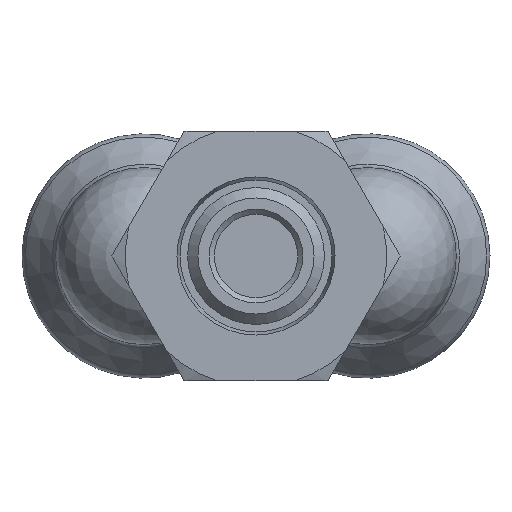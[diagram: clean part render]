
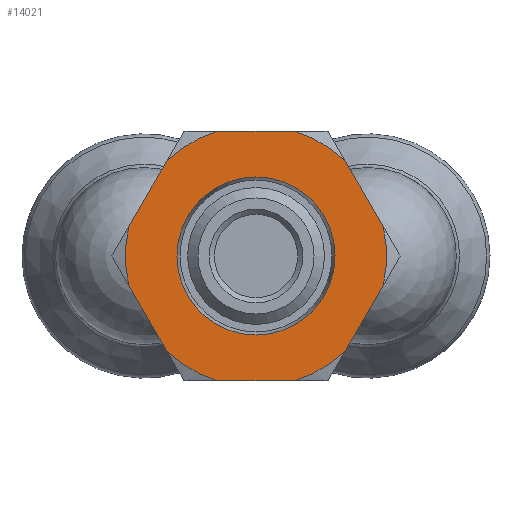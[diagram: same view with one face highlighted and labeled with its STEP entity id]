
A CAD part, front view. The second image highlights one B-rep face of the part: STEP entity #14021.
In plain terms, the highlighted face is planar.
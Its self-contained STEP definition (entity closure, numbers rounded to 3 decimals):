
#13584=CARTESIAN_POINT('',(-24.45,0.0,-7.6));
#13585=VERTEX_POINT('',#13584);
#13586=CARTESIAN_POINT('',(-24.45,0.0,0.0));
#13587=DIRECTION('',(1.0,0.0,0.0));
#13588=DIRECTION('',(0.0,0.0,-1.0));
#13589=AXIS2_PLACEMENT_3D('',#13586,#13587,#13588);
#13590=CIRCLE('',#13589,7.6);
#13591=EDGE_CURVE('',#13585,#13585,#13590,.T.);
#13692=CARTESIAN_POINT('',(-24.45,-12.241,2.799));
#13693=VERTEX_POINT('',#13692);
#13709=CARTESIAN_POINT('',(-24.45,-12.241,-2.799));
#13710=VERTEX_POINT('',#13709);
#13711=CARTESIAN_POINT('',(-24.45,0.,0.0));
#13712=DIRECTION('',(-1.0,0.0,0.0));
#13713=DIRECTION('',(0.0,1.0,0.0));
#13714=AXIS2_PLACEMENT_3D('',#13711,#13712,#13713);
#13715=CIRCLE('',#13714,12.556);
#13716=EDGE_CURVE('',#13710,#13693,#13715,.T.);
#13741=CARTESIAN_POINT('',(-24.45,-8.544,9.201));
#13742=VERTEX_POINT('',#13741);
#13756=CARTESIAN_POINT('',(-24.45,-3.696,12.0));
#13757=VERTEX_POINT('',#13756);
#13771=CARTESIAN_POINT('',(-24.45,0.,0.0));
#13772=DIRECTION('',(-1.0,0.0,0.0));
#13773=DIRECTION('',(0.0,1.0,0.0));
#13774=AXIS2_PLACEMENT_3D('',#13771,#13772,#13773);
#13775=CIRCLE('',#13774,12.556);
#13776=EDGE_CURVE('',#13742,#13757,#13775,.T.);
#13788=CARTESIAN_POINT('',(-24.45,3.696,12.));
#13789=VERTEX_POINT('',#13788);
#13803=CARTESIAN_POINT('',(-24.45,8.544,9.201));
#13804=VERTEX_POINT('',#13803);
#13818=CARTESIAN_POINT('',(-24.45,0.,0.0));
#13819=DIRECTION('',(-1.0,0.0,0.0));
#13820=DIRECTION('',(0.0,1.0,0.0));
#13821=AXIS2_PLACEMENT_3D('',#13818,#13819,#13820);
#13822=CIRCLE('',#13821,12.556);
#13823=EDGE_CURVE('',#13789,#13804,#13822,.T.);
#13833=CARTESIAN_POINT('',(-24.45,-8.544,-9.201));
#13834=VERTEX_POINT('',#13833);
#13850=CARTESIAN_POINT('',(-24.45,-3.696,-12.0));
#13851=VERTEX_POINT('',#13850);
#13852=CARTESIAN_POINT('',(-24.45,0.,0.0));
#13853=DIRECTION('',(-1.0,0.0,0.0));
#13854=DIRECTION('',(0.0,1.0,0.0));
#13855=AXIS2_PLACEMENT_3D('',#13852,#13853,#13854);
#13856=CIRCLE('',#13855,12.556);
#13857=EDGE_CURVE('',#13851,#13834,#13856,.T.);
#13880=CARTESIAN_POINT('',(-24.45,3.696,-12.));
#13881=VERTEX_POINT('',#13880);
#13897=CARTESIAN_POINT('',(-24.45,8.544,-9.201));
#13898=VERTEX_POINT('',#13897);
#13899=CARTESIAN_POINT('',(-24.45,0.,0.0));
#13900=DIRECTION('',(-1.0,0.0,0.0));
#13901=DIRECTION('',(0.0,1.0,0.0));
#13902=AXIS2_PLACEMENT_3D('',#13899,#13900,#13901);
#13903=CIRCLE('',#13902,12.556);
#13904=EDGE_CURVE('',#13898,#13881,#13903,.T.);
#13929=CARTESIAN_POINT('',(-24.45,12.241,2.799));
#13930=VERTEX_POINT('',#13929);
#13944=CARTESIAN_POINT('',(-24.45,12.241,-2.799));
#13945=VERTEX_POINT('',#13944);
#13959=CARTESIAN_POINT('',(-24.45,0.,0.0));
#13960=DIRECTION('',(-1.0,0.0,0.0));
#13961=DIRECTION('',(0.0,1.0,0.0));
#13962=AXIS2_PLACEMENT_3D('',#13959,#13960,#13961);
#13963=CIRCLE('',#13962,12.556);
#13964=EDGE_CURVE('',#13930,#13945,#13963,.T.);
#13969=CARTESIAN_POINT('',(-24.45,8.8,0.0));
#13970=DIRECTION('',(-1.0,0.0,0.0));
#13971=DIRECTION('',(0.0,0.0,1.0));
#13972=AXIS2_PLACEMENT_3D('',#13969,#13970,#13971);
#13973=PLANE('',#13972);
#13974=ORIENTED_EDGE('',*,*,#13964,.T.);
#13975=CARTESIAN_POINT('',(-24.45,8.544,-9.201));
#13976=DIRECTION('',(0.0,0.5,0.866));
#13977=VECTOR('',#13976,7.393);
#13978=LINE('',#13975,#13977);
#13979=EDGE_CURVE('',#13898,#13945,#13978,.T.);
#13980=ORIENTED_EDGE('',*,*,#13979,.F.);
#13981=ORIENTED_EDGE('',*,*,#13904,.T.);
#13982=CARTESIAN_POINT('',(-24.45,-3.696,-12.));
#13983=DIRECTION('',(0.0,1.0,0.0));
#13984=VECTOR('',#13983,7.393);
#13985=LINE('',#13982,#13984);
#13986=EDGE_CURVE('',#13851,#13881,#13985,.T.);
#13987=ORIENTED_EDGE('',*,*,#13986,.F.);
#13988=ORIENTED_EDGE('',*,*,#13857,.T.);
#13989=CARTESIAN_POINT('',(-24.45,-12.241,-2.799));
#13990=DIRECTION('',(0.0,0.5,-0.866));
#13991=VECTOR('',#13990,7.393);
#13992=LINE('',#13989,#13991);
#13993=EDGE_CURVE('',#13710,#13834,#13992,.T.);
#13994=ORIENTED_EDGE('',*,*,#13993,.F.);
#13995=ORIENTED_EDGE('',*,*,#13716,.T.);
#13996=CARTESIAN_POINT('',(-24.45,-8.544,9.201));
#13997=DIRECTION('',(0.0,-0.5,-0.866));
#13998=VECTOR('',#13997,7.393);
#13999=LINE('',#13996,#13998);
#14000=EDGE_CURVE('',#13742,#13693,#13999,.T.);
#14001=ORIENTED_EDGE('',*,*,#14000,.F.);
#14002=ORIENTED_EDGE('',*,*,#13776,.T.);
#14003=CARTESIAN_POINT('',(-24.45,3.696,12.));
#14004=DIRECTION('',(0.0,-1.0,0.0));
#14005=VECTOR('',#14004,7.393);
#14006=LINE('',#14003,#14005);
#14007=EDGE_CURVE('',#13789,#13757,#14006,.T.);
#14008=ORIENTED_EDGE('',*,*,#14007,.F.);
#14009=ORIENTED_EDGE('',*,*,#13823,.T.);
#14010=CARTESIAN_POINT('',(-24.45,12.241,2.799));
#14011=DIRECTION('',(0.0,-0.5,0.866));
#14012=VECTOR('',#14011,7.393);
#14013=LINE('',#14010,#14012);
#14014=EDGE_CURVE('',#13930,#13804,#14013,.T.);
#14015=ORIENTED_EDGE('',*,*,#14014,.F.);
#14016=EDGE_LOOP('',(#13974,#13980,#13981,#13987,#13988,#13994,#13995,#14001,#14002,#14008,#14009,#14015));
#14017=FACE_OUTER_BOUND('',#14016,.T.);
#14018=ORIENTED_EDGE('',*,*,#13591,.T.);
#14019=EDGE_LOOP('',(#14018));
#14020=FACE_BOUND('',#14019,.T.);
#14021=ADVANCED_FACE('',(#14017,#14020),#13973,.T.);
